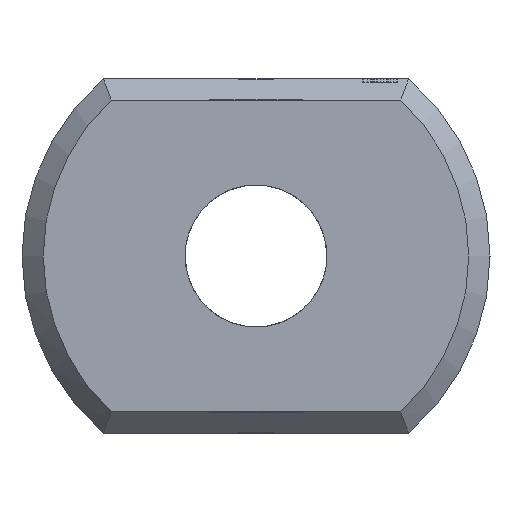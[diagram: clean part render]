
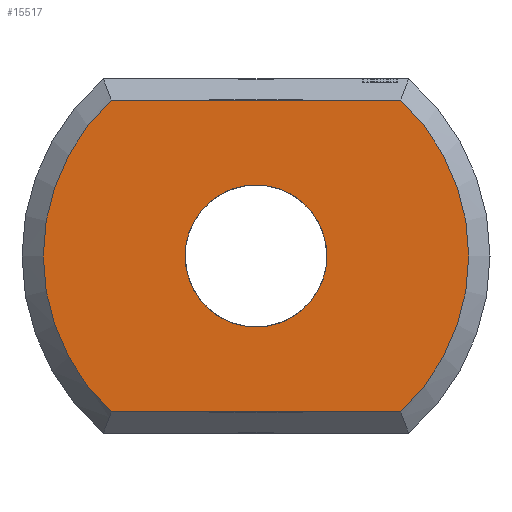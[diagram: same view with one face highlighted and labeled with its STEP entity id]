
A CAD part, left-side view. The second image highlights one B-rep face of the part: STEP entity #15517.
In plain terms, the highlighted planar face has unit normal (-1, 0, 0).
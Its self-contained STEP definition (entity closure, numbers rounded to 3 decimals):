
#3839 = VERTEX_POINT('',#3840);
#3840 = CARTESIAN_POINT('',(0.,-2.04,2.2));
#3849 = VERTEX_POINT('',#3850);
#3850 = CARTESIAN_POINT('',(0.,-2.04,-2.2));
#3857 = EDGE_CURVE('',#3839,#3849,#3858,.T.);
#3858 = CIRCLE('',#3859,3.);
#3859 = AXIS2_PLACEMENT_3D('',#3860,#3861,#3862);
#3860 = CARTESIAN_POINT('',(0.,0.,0.));
#3861 = DIRECTION('',(1.,0.,0.));
#3862 = DIRECTION('',(0.,-0.653,0.758)
  );
#4684 = VERTEX_POINT('',#4685);
#4685 = CARTESIAN_POINT('',(0.,2.04,2.2));
#4692 = EDGE_CURVE('',#3839,#4684,#4693,.T.);
#4693 = LINE('',#4694,#4695);
#4694 = CARTESIAN_POINT('',(0.,-2.154,2.2));
#4695 = VECTOR('',#4696,1.);
#4696 = DIRECTION('',(0.,1.,0.));
#15517 = ADVANCED_FACE('',(#15518,#15537),#15548,.F.);
#15518 = FACE_BOUND('',#15519,.F.);
#15519 = EDGE_LOOP('',(#15520,#15529,#15530,#15531));
#15520 = ORIENTED_EDGE('',*,*,#15521,.T.);
#15521 = EDGE_CURVE('',#15522,#4684,#15524,.T.);
#15522 = VERTEX_POINT('',#15523);
#15523 = CARTESIAN_POINT('',(0.,2.04,-2.2));
#15524 = CIRCLE('',#15525,3.);
#15525 = AXIS2_PLACEMENT_3D('',#15526,#15527,#15528);
#15526 = CARTESIAN_POINT('',(0.,0.,0.));
#15527 = DIRECTION('',(1.,0.,0.));
#15528 = DIRECTION('',(0.,0.653,-0.758)
  );
#15529 = ORIENTED_EDGE('',*,*,#4692,.F.);
#15530 = ORIENTED_EDGE('',*,*,#3857,.T.);
#15531 = ORIENTED_EDGE('',*,*,#15532,.T.);
#15532 = EDGE_CURVE('',#3849,#15522,#15533,.T.);
#15533 = LINE('',#15534,#15535);
#15534 = CARTESIAN_POINT('',(0.,-2.154,-2.2));
#15535 = VECTOR('',#15536,1.);
#15536 = DIRECTION('',(0.,1.,0.));
#15537 = FACE_BOUND('',#15538,.T.);
#15538 = EDGE_LOOP('',(#15539));
#15539 = ORIENTED_EDGE('',*,*,#15540,.T.);
#15540 = EDGE_CURVE('',#15541,#15541,#15543,.T.);
#15541 = VERTEX_POINT('',#15542);
#15542 = CARTESIAN_POINT('',(0.,1.,0.)
  );
#15543 = CIRCLE('',#15544,1.);
#15544 = AXIS2_PLACEMENT_3D('',#15545,#15546,#15547);
#15545 = CARTESIAN_POINT('',(0.,0.,0.));
#15546 = DIRECTION('',(1.,0.,0.));
#15547 = DIRECTION('',(0.,1.,0.));
#15548 = PLANE('',#15549);
#15549 = AXIS2_PLACEMENT_3D('',#15550,#15551,#15552);
#15550 = CARTESIAN_POINT('',(0.,0.,0.));
#15551 = DIRECTION('',(1.,0.,0.));
#15552 = DIRECTION('',(0.,0.,1.));
